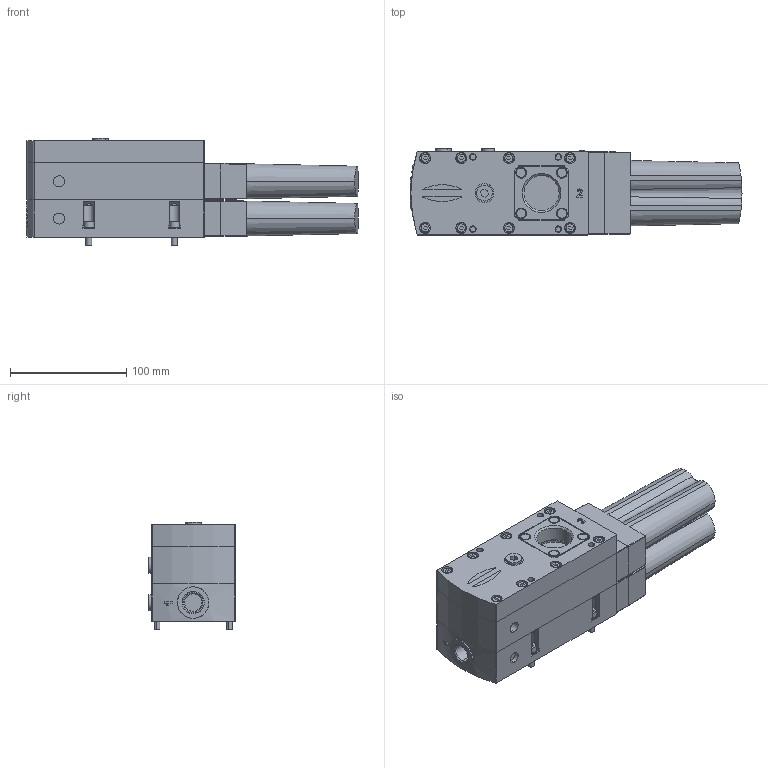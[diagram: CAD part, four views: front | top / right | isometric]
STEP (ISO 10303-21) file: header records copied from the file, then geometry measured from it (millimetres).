
FILE_DESCRIPTION (( 'STEP AP203' ), '1' );
FILE_NAME ('10.02.01.01606.step', '2021-04-14T12:39:33', ( '' ), ( '' ), 'SwSTEP 2.0', 'SolidWorks 2021', '' );
FILE_SCHEMA (( 'CONFIG_CONTROL_DESIGN' ));
Length unit declared in the file: millimetre
Products named in the file (1): 10.02.01.01606
Bounding box: 285.25 x 74 x 92.4 mm (x, y, z)
Volume: 1259504.4 mm3; surface area: 222769.8 mm2
Topology: 60 solids, 64 shells, 1115 faces, 2555 edges, 1676 vertices
Faces by surface type: plane 509, cylinder 487, cone 68, bspline 41, torus 10
Entity records: 34205 total; most frequent: CARTESIAN_POINT 8248, DIRECTION 5532, ORIENTED_EDGE 5110, EDGE_CURVE 2555, AXIS2_PLACEMENT_3D 2099, VERTEX_POINT 1676, EDGE_LOOP 1351, VECTOR 1334
